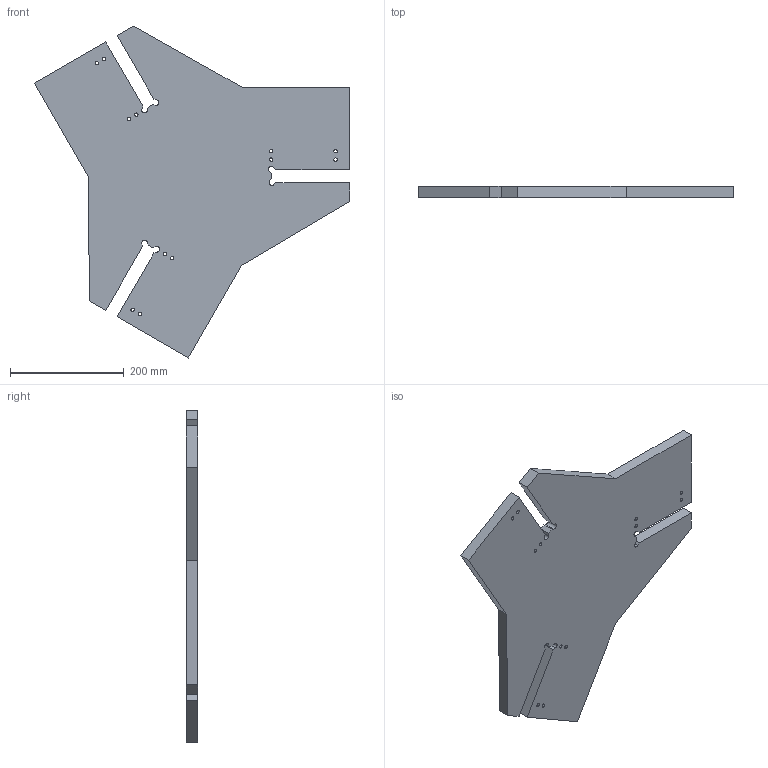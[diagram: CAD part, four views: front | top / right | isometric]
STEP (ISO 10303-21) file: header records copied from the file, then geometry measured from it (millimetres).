
FILE_DESCRIPTION (( 'STEP AP203' ), '1' );
FILE_NAME ('kafa3_Varsayilan_sldprt.STEP', '2018-10-12T15:52:47', ( '' ), ( '' ), 'SwSTEP 2.0', 'SolidWorks 2017', '' );
FILE_SCHEMA (( 'CONFIG_CONTROL_DESIGN' ));
Length unit declared in the file: millimetre
Products named in the file (1): kafa3_Varsayilan_sldprt
Bounding box: 554.76 x 20 x 584.7 mm (x, y, z)
Volume: 3561870.5 mm3; surface area: 415300.6 mm2
Topology: 1 solids, 1 shells, 68 faces, 198 edges, 132 vertices
Faces by surface type: plane 35, cylinder 33
Entity records: 2393 total; most frequent: DIRECTION 402, CARTESIAN_POINT 399, ORIENTED_EDGE 396, EDGE_CURVE 198, AXIS2_PLACEMENT_3D 135, LINE 132, VERTEX_POINT 132, VECTOR 132
